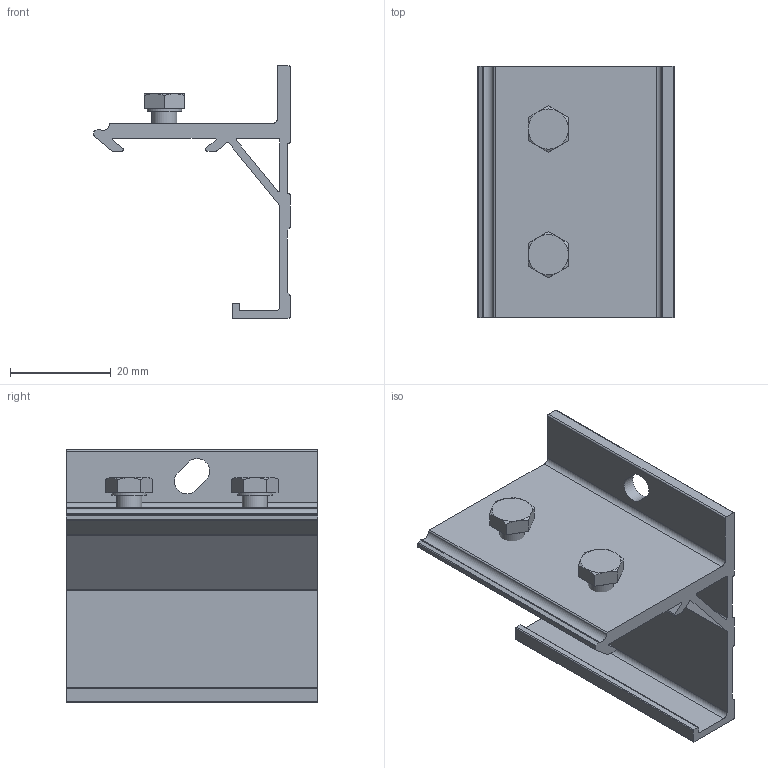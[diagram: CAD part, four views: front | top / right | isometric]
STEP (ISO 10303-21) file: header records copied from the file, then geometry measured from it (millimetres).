
FILE_DESCRIPTION(/* description */ (''),/* implementation_level */ '2;1');
FILE_NAME(/* name */ '13013M.stp',/* time_stamp */ '2021-09-30T14:17:45+02:00',/* author */ ('Didierr'),/* organization */ (''),/* preprocessor_version */ 'ST-DEVELOPER v18.1',/* originating_system */ 'Autodesk Inventor 2021',/* authorisation */ '');
FILE_SCHEMA (('AUTOMOTIVE_DESIGN { 1 0 10303 214 3 1 1 }'));
Length unit declared in the file: millimetre
Products named in the file (3): 13013M; 13013MNU; 04503
Assembly tree (3 placements, depth 2):
  13013M
    13013MNU
    04503  x2
Bounding box: 39 x 50 x 50.31 mm (x, y, z)
Volume: 13165.5 mm3; surface area: 12871.3 mm2
Topology: 3 solids, 3 shells, 110 faces, 288 edges, 188 vertices
Faces by surface type: plane 55, cylinder 41, cone 14
Full cylindrical faces by diameter (mm): 4.134 x2, 5 x2, 6.88 x2
Entity records: 3027 total; most frequent: CARTESIAN_POINT 534, DIRECTION 517, ORIENTED_EDGE 498, EDGE_CURVE 249, AXIS2_PLACEMENT_3D 183, VERTEX_POINT 164, LINE 151, VECTOR 151
